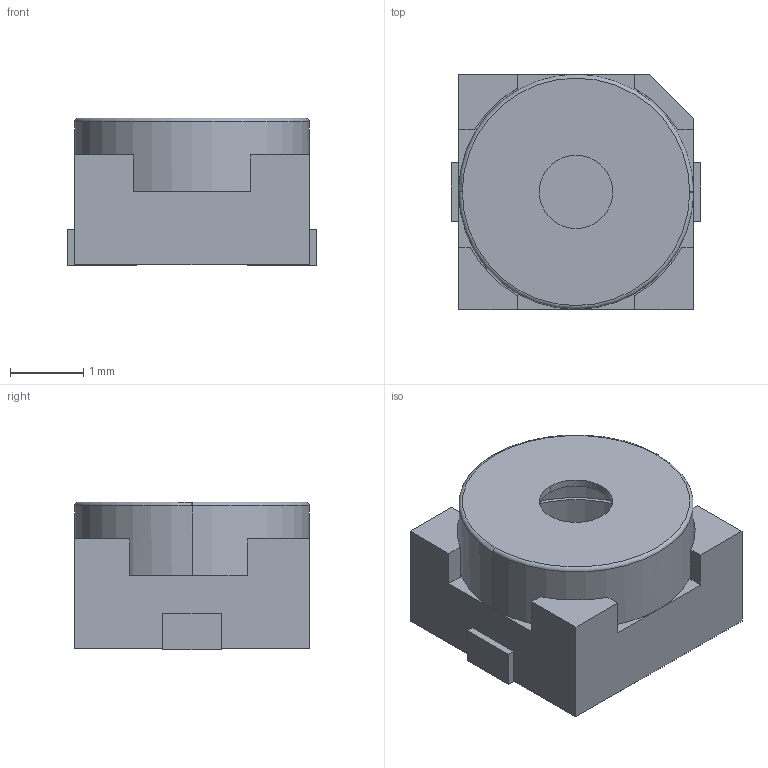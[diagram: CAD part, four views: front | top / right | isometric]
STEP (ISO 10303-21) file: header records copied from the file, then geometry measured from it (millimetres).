
FILE_DESCRIPTION((''),'2;1');
FILE_NAME('ASM0002_ASM','2020-06-18T',('Administrator'),(''),'PRO/ENGINEER BY PARAMETRIC TECHNOLOGY CORPORATION, 2015070','PRO/ENGINEER BY PARAMETRIC TECHNOLOGY CORPORATION, 2015070','');
FILE_SCHEMA(('CONFIG_CONTROL_DESIGN'));
Length unit declared in the file: millimetre
Products named in the file (4): PRT0002; PRT0008; ASM0003_ASM; ASM0002_ASM
Assembly tree (3 placements, depth 3):
  ASM0002_ASM
    ASM0003_ASM
      PRT0002
      PRT0008
Bounding box: 3.4 x 3.2 x 2.01 mm (x, y, z)
Volume: 8.7 mm3; surface area: 77.6 mm2
Topology: 2 solids, 2 shells, 69 faces, 191 edges, 128 vertices
Faces by surface type: plane 53, cylinder 14, torus 2
Entity records: 2327 total; most frequent: CARTESIAN_POINT 397, DIRECTION 391, ORIENTED_EDGE 382, EDGE_CURVE 191, VECTOR 147, LINE 147, VERTEX_POINT 128, AXIS2_PLACEMENT_3D 122
